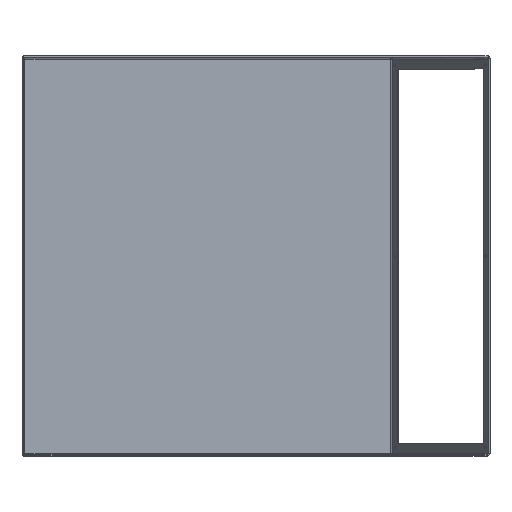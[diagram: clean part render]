
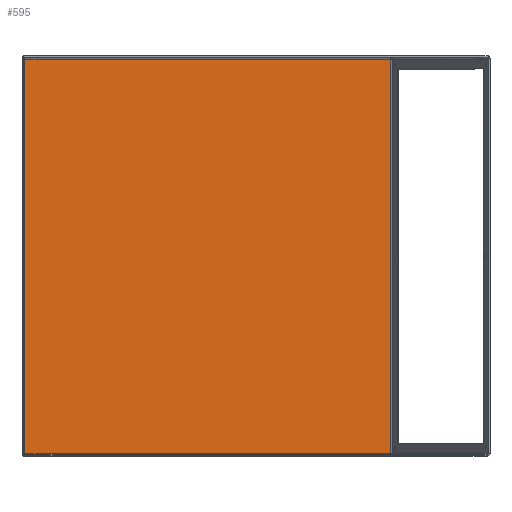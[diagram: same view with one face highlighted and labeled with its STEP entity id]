
A CAD part, top view. The second image highlights one B-rep face of the part: STEP entity #595.
In plain terms, the highlighted planar face has unit normal (0, 0, 1).
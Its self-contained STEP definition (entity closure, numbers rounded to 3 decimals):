
#169 = DIRECTION ( 'NONE',  ( 0., 1., 0. ) ) ;
#213 = ORIENTED_EDGE ( 'NONE', *, *, #3546, .F. ) ;
#226 = VERTEX_POINT ( 'NONE', #1153 ) ;
#397 = DIRECTION ( 'NONE',  ( 0., -1., 0. ) ) ;
#555 = AXIS2_PLACEMENT_3D ( 'NONE', #2872, #4913, #5158 ) ;
#595 = ADVANCED_FACE ( 'NONE', ( #1016 ), #5307, .T. ) ;
#969 = LINE ( 'NONE', #2191, #2782 ) ;
#1015 = CARTESIAN_POINT ( 'NONE',  ( -468.5, -198.5, -398.5 ) ) ;
#1016 = FACE_OUTER_BOUND ( 'NONE', #3700, .T. ) ;
#1153 = CARTESIAN_POINT ( 'NONE',  ( -99.882, -198.5, -398.5 ) ) ;
#1437 = VERTEX_POINT ( 'NONE', #4483 ) ;
#1459 = LINE ( 'NONE', #3908, #3102 ) ;
#1835 = DIRECTION ( 'NONE',  ( 1., 0., 0. ) ) ;
#1889 = VERTEX_POINT ( 'NONE', #5306 ) ;
#2055 = ORIENTED_EDGE ( 'NONE', *, *, #5193, .F. ) ;
#2191 = CARTESIAN_POINT ( 'NONE',  ( -468.5, 201.5, -398.5 ) ) ;
#2329 = LINE ( 'NONE', #2866, #4077 ) ;
#2782 = VECTOR ( 'NONE', #169, 1000. ) ;
#2866 = CARTESIAN_POINT ( 'NONE',  ( -99.882, 201.5, -398.5 ) ) ;
#2872 = CARTESIAN_POINT ( 'NONE',  ( -98.15, 201.5, -398.5 ) ) ;
#2954 = EDGE_CURVE ( 'NONE', #1889, #226, #2329, .T. ) ;
#3102 = VECTOR ( 'NONE', #3872, 1000. ) ;
#3546 = EDGE_CURVE ( 'NONE', #226, #4906, #1459, .T. ) ;
#3700 = EDGE_LOOP ( 'NONE', ( #3798, #5063, #2055, #213 ) ) ;
#3798 = ORIENTED_EDGE ( 'NONE', *, *, #2954, .F. ) ;
#3872 = DIRECTION ( 'NONE',  ( -1., 0., 0. ) ) ;
#3908 = CARTESIAN_POINT ( 'NONE',  ( -98.15, -198.5, -398.5 ) ) ;
#4077 = VECTOR ( 'NONE', #397, 1000. ) ;
#4483 = CARTESIAN_POINT ( 'NONE',  ( -468.5, 198.5, -398.5 ) ) ;
#4494 = VECTOR ( 'NONE', #1835, 1000. ) ;
#4646 = LINE ( 'NONE', #5114, #4494 ) ;
#4906 = VERTEX_POINT ( 'NONE', #1015 ) ;
#4913 = DIRECTION ( 'NONE',  ( 0., 0., 1. ) ) ;
#5063 = ORIENTED_EDGE ( 'NONE', *, *, #5189, .F. ) ;
#5114 = CARTESIAN_POINT ( 'NONE',  ( -98.15, 198.5, -398.5 ) ) ;
#5158 = DIRECTION ( 'NONE',  ( 1., 0., 0. ) ) ;
#5189 = EDGE_CURVE ( 'NONE', #1437, #1889, #4646, .T. ) ;
#5193 = EDGE_CURVE ( 'NONE', #4906, #1437, #969, .T. ) ;
#5306 = CARTESIAN_POINT ( 'NONE',  ( -99.882, 198.5, -398.5 ) ) ;
#5307 = PLANE ( 'NONE',  #555 ) ;
